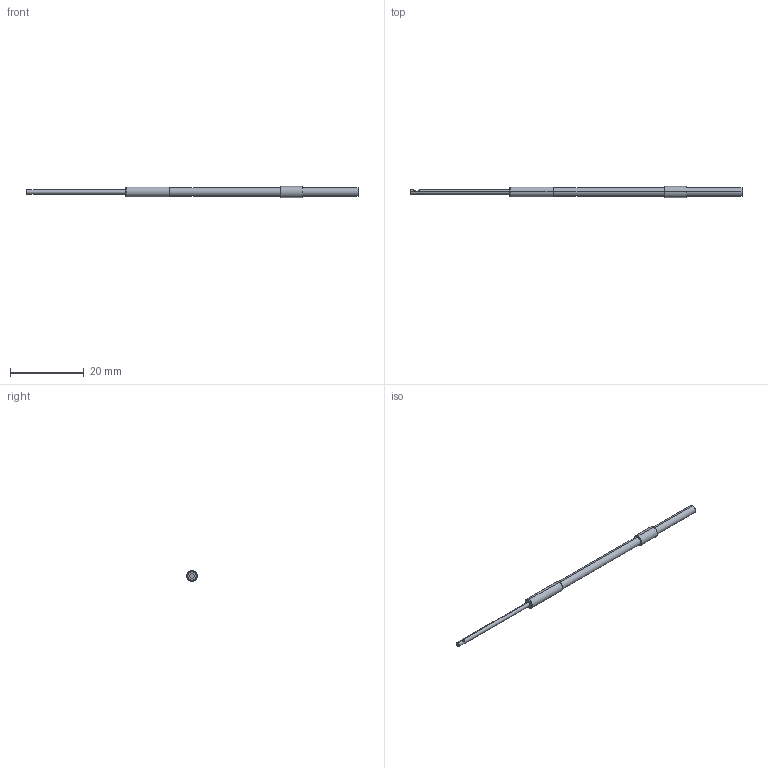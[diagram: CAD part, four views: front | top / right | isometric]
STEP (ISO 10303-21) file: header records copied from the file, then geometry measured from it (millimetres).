
FILE_DESCRIPTION (( 'STEP AP214' ), '1' );
FILE_NAME ('GPF-T007-250-L.STEP', '2017-11-18T01:10:06', ( '' ), ( '' ), 'SwSTEP 2.0', 'SolidWorks 2018', '' );
FILE_SCHEMA (( 'AUTOMOTIVE_DESIGN' ));
Length unit declared in the file: millimetre
Products named in the file (4): GPF-T007-250-L_GLASS FIBER; GPF-T007-250-L; GPF-T007-250-L_LENS; GPF-T007-250-L_HEAD
Assembly tree (3 placements, depth 2):
  GPF-T007-250-L
    GPF-T007-250-L_HEAD
    GPF-T007-250-L_GLASS FIBER
    GPF-T007-250-L_LENS
Bounding box: 90 x 3 x 3 mm (x, y, z)
Volume: 322.3 mm3; surface area: 607.2 mm2
Topology: 3 solids, 3 shells, 46 faces, 97 edges, 60 vertices
Faces by surface type: plane 27, cylinder 15, cone 4
Entity records: 1383 total; most frequent: DIRECTION 237, CARTESIAN_POINT 221, ORIENTED_EDGE 194, EDGE_CURVE 97, AXIS2_PLACEMENT_3D 92, VERTEX_POINT 60, VECTOR 53, LINE 53
